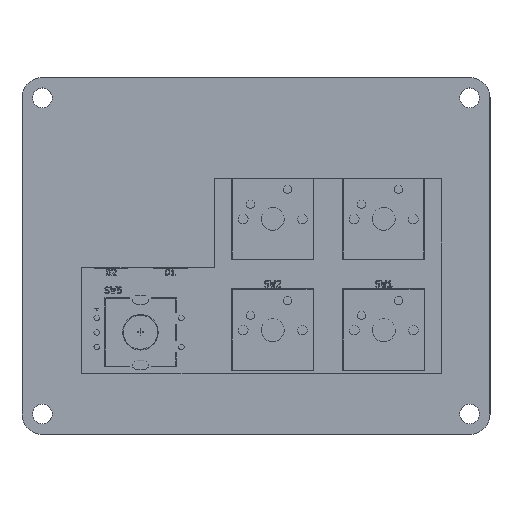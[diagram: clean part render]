
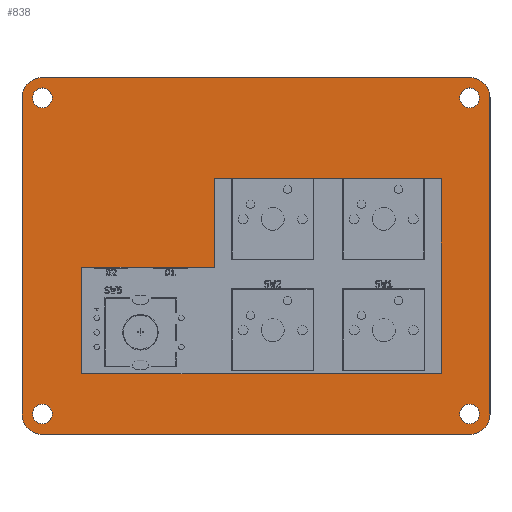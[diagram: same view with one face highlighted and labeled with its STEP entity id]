
A CAD part, top view. The second image highlights one B-rep face of the part: STEP entity #838.
In plain terms, the highlighted planar face has unit normal (0, 0, 1).
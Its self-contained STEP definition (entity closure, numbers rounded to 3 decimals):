
#46=FACE_BOUND('',#179,.T.);
#47=FACE_BOUND('',#180,.T.);
#48=FACE_BOUND('',#181,.T.);
#49=FACE_BOUND('',#182,.T.);
#50=FACE_BOUND('',#183,.T.);
#72=CIRCLE('',#894,1.7);
#74=CIRCLE('',#897,1.7);
#76=CIRCLE('',#900,1.7);
#78=CIRCLE('',#909,1.7);
#81=CIRCLE('',#914,3.5);
#83=CIRCLE('',#918,3.5);
#85=CIRCLE('',#922,3.5);
#87=CIRCLE('',#926,3.5);
#128=FACE_OUTER_BOUND('',#178,.T.);
#178=EDGE_LOOP('',(#736,#737,#738,#739,#740,#741,#742,#743));
#179=EDGE_LOOP('',(#744));
#180=EDGE_LOOP('',(#745,#746,#747,#748,#749,#750));
#181=EDGE_LOOP('',(#751));
#182=EDGE_LOOP('',(#752));
#183=EDGE_LOOP('',(#753));
#239=LINE('',#1309,#321);
#242=LINE('',#1315,#324);
#245=LINE('',#1321,#327);
#248=LINE('',#1327,#330);
#251=LINE('',#1333,#333);
#254=LINE('',#1337,#336);
#258=LINE('',#1351,#340);
#262=LINE('',#1363,#344);
#266=LINE('',#1375,#348);
#270=LINE('',#1387,#352);
#321=VECTOR('',#1076,10.);
#324=VECTOR('',#1081,10.);
#327=VECTOR('',#1086,10.);
#330=VECTOR('',#1091,10.);
#333=VECTOR('',#1096,10.);
#336=VECTOR('',#1101,10.);
#340=VECTOR('',#1113,10.);
#344=VECTOR('',#1125,10.);
#348=VECTOR('',#1137,10.);
#352=VECTOR('',#1149,10.);
#394=VERTEX_POINT('',#1285);
#396=VERTEX_POINT('',#1291);
#398=VERTEX_POINT('',#1297);
#402=VERTEX_POINT('',#1306);
#403=VERTEX_POINT('',#1308);
#405=VERTEX_POINT('',#1314);
#407=VERTEX_POINT('',#1320);
#409=VERTEX_POINT('',#1326);
#411=VERTEX_POINT('',#1332);
#412=VERTEX_POINT('',#1339);
#416=VERTEX_POINT('',#1348);
#417=VERTEX_POINT('',#1350);
#419=VERTEX_POINT('',#1356);
#421=VERTEX_POINT('',#1362);
#423=VERTEX_POINT('',#1368);
#425=VERTEX_POINT('',#1374);
#427=VERTEX_POINT('',#1380);
#429=VERTEX_POINT('',#1386);
#490=EDGE_CURVE('',#394,#394,#72,.T.);
#493=EDGE_CURVE('',#396,#396,#74,.T.);
#496=EDGE_CURVE('',#398,#398,#76,.T.);
#501=EDGE_CURVE('',#403,#402,#239,.T.);
#504=EDGE_CURVE('',#405,#403,#242,.T.);
#507=EDGE_CURVE('',#407,#405,#245,.T.);
#510=EDGE_CURVE('',#409,#407,#248,.T.);
#513=EDGE_CURVE('',#411,#409,#251,.T.);
#516=EDGE_CURVE('',#402,#411,#254,.T.);
#517=EDGE_CURVE('',#412,#412,#78,.T.);
#522=EDGE_CURVE('',#417,#416,#258,.T.);
#525=EDGE_CURVE('',#419,#417,#81,.T.);
#528=EDGE_CURVE('',#421,#419,#262,.T.);
#531=EDGE_CURVE('',#423,#421,#83,.T.);
#534=EDGE_CURVE('',#425,#423,#266,.T.);
#537=EDGE_CURVE('',#427,#425,#85,.T.);
#540=EDGE_CURVE('',#429,#427,#270,.T.);
#543=EDGE_CURVE('',#416,#429,#87,.T.);
#736=ORIENTED_EDGE('',*,*,#543,.T.);
#737=ORIENTED_EDGE('',*,*,#540,.T.);
#738=ORIENTED_EDGE('',*,*,#537,.T.);
#739=ORIENTED_EDGE('',*,*,#534,.T.);
#740=ORIENTED_EDGE('',*,*,#531,.T.);
#741=ORIENTED_EDGE('',*,*,#528,.T.);
#742=ORIENTED_EDGE('',*,*,#525,.T.);
#743=ORIENTED_EDGE('',*,*,#522,.T.);
#744=ORIENTED_EDGE('',*,*,#517,.T.);
#745=ORIENTED_EDGE('',*,*,#516,.T.);
#746=ORIENTED_EDGE('',*,*,#513,.T.);
#747=ORIENTED_EDGE('',*,*,#510,.T.);
#748=ORIENTED_EDGE('',*,*,#507,.T.);
#749=ORIENTED_EDGE('',*,*,#504,.T.);
#750=ORIENTED_EDGE('',*,*,#501,.T.);
#751=ORIENTED_EDGE('',*,*,#496,.T.);
#752=ORIENTED_EDGE('',*,*,#493,.T.);
#753=ORIENTED_EDGE('',*,*,#490,.T.);
#796=PLANE('',#927);
#838=ADVANCED_FACE('',(#128,#46,#47,#48,#49,#50),#796,.T.);
#894=AXIS2_PLACEMENT_3D('',#1286,#1053,#1054);
#897=AXIS2_PLACEMENT_3D('',#1292,#1060,#1061);
#900=AXIS2_PLACEMENT_3D('',#1298,#1067,#1068);
#909=AXIS2_PLACEMENT_3D('',#1340,#1104,#1105);
#914=AXIS2_PLACEMENT_3D('',#1357,#1119,#1120);
#918=AXIS2_PLACEMENT_3D('',#1369,#1131,#1132);
#922=AXIS2_PLACEMENT_3D('',#1381,#1143,#1144);
#926=AXIS2_PLACEMENT_3D('',#1391,#1155,#1156);
#927=AXIS2_PLACEMENT_3D('',#1392,#1157,#1158);
#1053=DIRECTION('center_axis',(0.,0.,-1.));
#1054=DIRECTION('ref_axis',(-1.,0.,0.));
#1060=DIRECTION('center_axis',(0.,0.,-1.));
#1061=DIRECTION('ref_axis',(-1.,0.,0.));
#1067=DIRECTION('center_axis',(0.,0.,-1.));
#1068=DIRECTION('ref_axis',(-1.,0.,0.));
#1076=DIRECTION('',(0.,1.,0.));
#1081=DIRECTION('',(-1.,0.,0.));
#1086=DIRECTION('',(0.,-1.,0.));
#1091=DIRECTION('',(1.,0.,0.));
#1096=DIRECTION('',(0.,1.,0.));
#1101=DIRECTION('',(1.,0.,0.));
#1104=DIRECTION('center_axis',(0.,0.,-1.));
#1105=DIRECTION('ref_axis',(-1.,0.,0.));
#1113=DIRECTION('',(-1.,0.,0.));
#1119=DIRECTION('center_axis',(0.,0.,1.));
#1120=DIRECTION('ref_axis',(1.,0.,0.));
#1125=DIRECTION('',(0.,1.,0.));
#1131=DIRECTION('center_axis',(0.,0.,1.));
#1132=DIRECTION('ref_axis',(0.,-1.,0.));
#1137=DIRECTION('',(1.,0.,0.));
#1143=DIRECTION('center_axis',(0.,0.,1.));
#1144=DIRECTION('ref_axis',(-1.,0.,0.));
#1149=DIRECTION('',(0.,-1.,0.));
#1155=DIRECTION('center_axis',(0.,0.,1.));
#1156=DIRECTION('ref_axis',(0.,1.,0.));
#1157=DIRECTION('center_axis',(0.,0.,1.));
#1158=DIRECTION('ref_axis',(-1.,0.,0.));
#1285=CARTESIAN_POINT('',(-1.8,3.5,14.9));
#1286=CARTESIAN_POINT('Origin',(-3.5,3.5,14.9));
#1291=CARTESIAN_POINT('',(-1.8,-50.8,14.9));
#1292=CARTESIAN_POINT('Origin',(-3.5,-50.8,14.9));
#1297=CARTESIAN_POINT('',(71.6,-50.8,14.9));
#1298=CARTESIAN_POINT('Origin',(69.9,-50.8,14.9));
#1306=CARTESIAN_POINT('',(3.282,-25.588,14.9));
#1308=CARTESIAN_POINT('',(3.282,-43.875,14.9));
#1309=CARTESIAN_POINT('',(3.282,-25.588,14.9));
#1314=CARTESIAN_POINT('',(65.049,-43.875,14.9));
#1315=CARTESIAN_POINT('',(3.282,-43.875,14.9));
#1320=CARTESIAN_POINT('',(65.049,-10.381,14.9));
#1321=CARTESIAN_POINT('',(65.049,-10.381,14.9));
#1326=CARTESIAN_POINT('',(26.046,-10.381,14.9));
#1327=CARTESIAN_POINT('',(26.046,-10.381,14.9));
#1332=CARTESIAN_POINT('',(26.046,-25.588,14.9));
#1333=CARTESIAN_POINT('',(26.046,-43.875,14.9));
#1337=CARTESIAN_POINT('',(26.046,-25.588,14.9));
#1339=CARTESIAN_POINT('',(71.6,3.5,14.9));
#1340=CARTESIAN_POINT('Origin',(69.9,3.5,14.9));
#1348=CARTESIAN_POINT('',(-3.5,7.,14.9));
#1350=CARTESIAN_POINT('',(69.9,7.,14.9));
#1351=CARTESIAN_POINT('',(-7.,7.,14.9));
#1356=CARTESIAN_POINT('',(73.4,3.5,14.9));
#1357=CARTESIAN_POINT('Origin',(69.9,3.5,14.9));
#1362=CARTESIAN_POINT('',(73.4,-50.8,14.9));
#1363=CARTESIAN_POINT('',(73.4,7.,14.9));
#1368=CARTESIAN_POINT('',(69.9,-54.3,14.9));
#1369=CARTESIAN_POINT('Origin',(69.9,-50.8,14.9));
#1374=CARTESIAN_POINT('',(-3.5,-54.3,14.9));
#1375=CARTESIAN_POINT('',(73.4,-54.3,14.9));
#1380=CARTESIAN_POINT('',(-7.,-50.8,14.9));
#1381=CARTESIAN_POINT('Origin',(-3.5,-50.8,14.9));
#1386=CARTESIAN_POINT('',(-7.,3.5,14.9));
#1387=CARTESIAN_POINT('',(-7.,-54.3,14.9));
#1391=CARTESIAN_POINT('Origin',(-3.5,3.5,14.9));
#1392=CARTESIAN_POINT('Origin',(33.2,-23.65,14.9));
